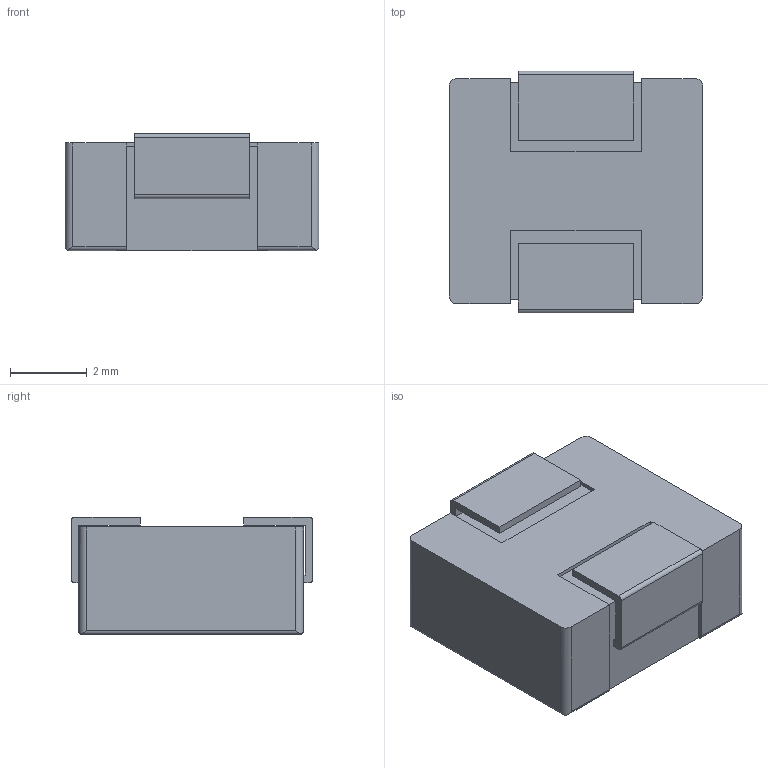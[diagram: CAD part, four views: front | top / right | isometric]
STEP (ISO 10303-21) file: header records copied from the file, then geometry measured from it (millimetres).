
FILE_DESCRIPTION(/* description */ ('Unknown'),/* implementation_level */ '2;1');
FILE_NAME(/* name */ 'TMPC0503',/* time_stamp */ '2017-07-24T19:27:12+08:00',/* author */ ('Unknown'),/* organization */ ('Unknown'),/* preprocessor_version */ 'ST-DEVELOPER v16.7',/* originating_system */ 'DEX',/* authorisation */ $);
FILE_SCHEMA (('AUTOMOTIVE_DESIGN {1 0 10303 214 3 1 1}'));
Length unit declared in the file: centimetre
Products named in the file (1): Part1
Bounding box: 6.6 x 6.29 x 3.05 mm (x, y, z)
Volume: 108.8 mm3; surface area: 190.9 mm2
Topology: 3 solids, 3 shells, 53 faces, 136 edges, 89 vertices
Faces by surface type: plane 39, cylinder 14
Entity records: 1639 total; most frequent: CARTESIAN_POINT 303, ORIENTED_EDGE 272, DIRECTION 256, EDGE_CURVE 136, LINE 108, VECTOR 108, VERTEX_POINT 89, AXIS2_PLACEMENT_3D 74
